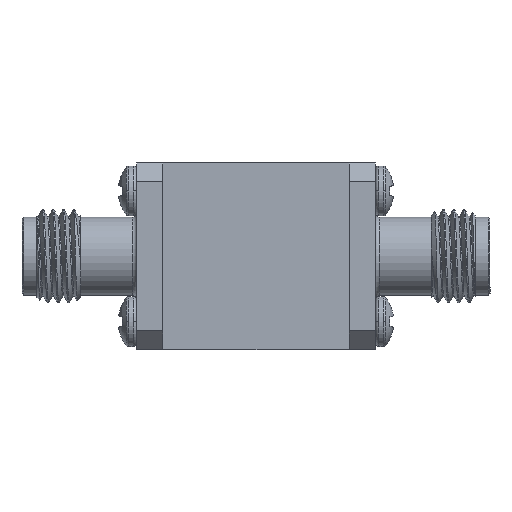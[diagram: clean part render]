
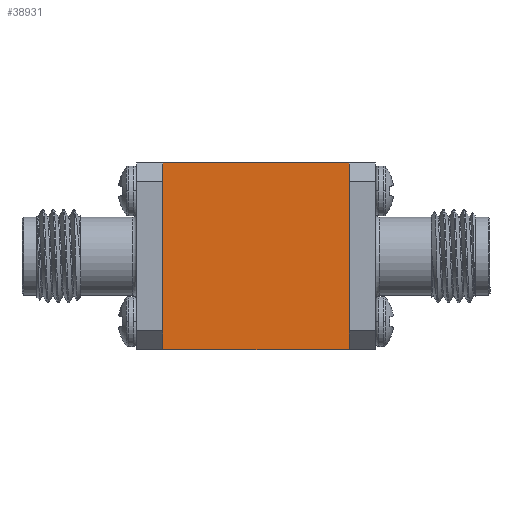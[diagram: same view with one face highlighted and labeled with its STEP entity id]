
A CAD part, front view. The second image highlights one B-rep face of the part: STEP entity #38931.
In plain terms, the highlighted planar face has unit normal (0, -1, 0).
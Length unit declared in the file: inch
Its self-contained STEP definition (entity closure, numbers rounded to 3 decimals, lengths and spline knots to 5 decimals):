
#516 = ORIENTED_EDGE ( 'NONE', *, *, #35238, .T. ) ;
#585 = DIRECTION ( 'NONE',  ( 1., 0., 0. ) ) ;
#1731 = CARTESIAN_POINT ( 'NONE',  ( -0.25, -0.25, 0.2 ) ) ;
#2307 = LINE ( 'NONE', #50980, #20908 ) ;
#3740 = DIRECTION ( 'NONE',  ( 1., 0., 0. ) ) ;
#8210 = VECTOR ( 'NONE', #61025, 39.37008 ) ;
#9896 = CARTESIAN_POINT ( 'NONE',  ( -0.25, -0.25, -0.25 ) ) ;
#10837 = VERTEX_POINT ( 'NONE', #17675 ) ;
#11125 = CARTESIAN_POINT ( 'NONE',  ( -0.25, -0.25, -0.25 ) ) ;
#13183 = VERTEX_POINT ( 'NONE', #36865 ) ;
#13648 = CARTESIAN_POINT ( 'NONE',  ( -0.25, -0.25, 0.25 ) ) ;
#14326 = DIRECTION ( 'NONE',  ( 0., 0., -1. ) ) ;
#14531 = CARTESIAN_POINT ( 'NONE',  ( -0.32, -0.25, -0.25 ) ) ;
#15745 = PLANE ( 'NONE',  #37981 ) ;
#15999 = VECTOR ( 'NONE', #17991, 39.37008 ) ;
#17292 = EDGE_CURVE ( 'NONE', #58017, #13183, #2307, .T. ) ;
#17675 = CARTESIAN_POINT ( 'NONE',  ( 0.25, -0.25, -0.25 ) ) ;
#17918 = ORIENTED_EDGE ( 'NONE', *, *, #20615, .T. ) ;
#17991 = DIRECTION ( 'NONE',  ( 0., 0., -1. ) ) ;
#18422 = DIRECTION ( 'NONE',  ( 0., 0., -1. ) ) ;
#18598 = LINE ( 'NONE', #13648, #15999 ) ;
#19049 = VECTOR ( 'NONE', #24201, 39.37008 ) ;
#19542 = LINE ( 'NONE', #23266, #19049 ) ;
#20615 = EDGE_CURVE ( 'NONE', #45435, #10837, #52379, .T. ) ;
#20700 = DIRECTION ( 'NONE',  ( 1., 0., 0. ) ) ;
#20908 = VECTOR ( 'NONE', #18422, 39.37008 ) ;
#23266 = CARTESIAN_POINT ( 'NONE',  ( -0.25, -0.25, -0.25 ) ) ;
#23386 = ORIENTED_EDGE ( 'NONE', *, *, #55880, .T. ) ;
#23592 = CARTESIAN_POINT ( 'NONE',  ( -0.25, -0.25, 0.25 ) ) ;
#24201 = DIRECTION ( 'NONE',  ( 0., 0., -1. ) ) ;
#26350 = CARTESIAN_POINT ( 'NONE',  ( 0.25, -0.25, -0.25 ) ) ;
#26638 = LINE ( 'NONE', #26350, #27053 ) ;
#27053 = VECTOR ( 'NONE', #45536, 39.37008 ) ;
#27152 = ORIENTED_EDGE ( 'NONE', *, *, #17292, .F. ) ;
#28182 = CARTESIAN_POINT ( 'NONE',  ( 0.25, -0.25, 0.25 ) ) ;
#29437 = FACE_OUTER_BOUND ( 'NONE', #50242, .T. ) ;
#31229 = VECTOR ( 'NONE', #14326, 39.37008 ) ;
#31992 = VERTEX_POINT ( 'NONE', #58657 ) ;
#32325 = LINE ( 'NONE', #51482, #32930 ) ;
#32925 = ORIENTED_EDGE ( 'NONE', *, *, #56706, .T. ) ;
#32930 = VECTOR ( 'NONE', #3740, 39.37008 ) ;
#35238 = EDGE_CURVE ( 'NONE', #31992, #13183, #26638, .T. ) ;
#35468 = EDGE_CURVE ( 'NONE', #31992, #10837, #37758, .T. ) ;
#36865 = CARTESIAN_POINT ( 'NONE',  ( 0.25, -0.25, 0.2 ) ) ;
#37758 = LINE ( 'NONE', #28182, #8210 ) ;
#37981 = AXIS2_PLACEMENT_3D ( 'NONE', #14531, #57940, #20700 ) ;
#38628 = ORIENTED_EDGE ( 'NONE', *, *, #59422, .F. ) ;
#38931 = ADVANCED_FACE ( 'NONE', ( #29437 ), #15745, .F. ) ;
#39040 = VECTOR ( 'NONE', #585, 39.37008 ) ;
#39161 = CARTESIAN_POINT ( 'NONE',  ( 0.25, -0.25, 0.25 ) ) ;
#42026 = ORIENTED_EDGE ( 'NONE', *, *, #49202, .T. ) ;
#45435 = VERTEX_POINT ( 'NONE', #11125 ) ;
#45536 = DIRECTION ( 'NONE',  ( 0., 0., 1. ) ) ;
#46248 = VERTEX_POINT ( 'NONE', #51225 ) ;
#46542 = LINE ( 'NONE', #23592, #31229 ) ;
#49202 = EDGE_CURVE ( 'NONE', #46248, #45435, #46542, .T. ) ;
#50242 = EDGE_LOOP ( 'NONE', ( #23386, #32925, #42026, #17918, #51523, #516, #27152, #38628 ) ) ;
#50980 = CARTESIAN_POINT ( 'NONE',  ( 0.25, -0.25, 0.25 ) ) ;
#51225 = CARTESIAN_POINT ( 'NONE',  ( -0.25, -0.25, -0.2 ) ) ;
#51482 = CARTESIAN_POINT ( 'NONE',  ( -0.25, -0.25, 0.25 ) ) ;
#51523 = ORIENTED_EDGE ( 'NONE', *, *, #35468, .F. ) ;
#52097 = VERTEX_POINT ( 'NONE', #58720 ) ;
#52379 = LINE ( 'NONE', #9896, #39040 ) ;
#55880 = EDGE_CURVE ( 'NONE', #52097, #58809, #18598, .T. ) ;
#56706 = EDGE_CURVE ( 'NONE', #58809, #46248, #19542, .T. ) ;
#57940 = DIRECTION ( 'NONE',  ( 0., 1., 0. ) ) ;
#58017 = VERTEX_POINT ( 'NONE', #39161 ) ;
#58657 = CARTESIAN_POINT ( 'NONE',  ( 0.25, -0.25, -0.2 ) ) ;
#58720 = CARTESIAN_POINT ( 'NONE',  ( -0.25, -0.25, 0.25 ) ) ;
#58809 = VERTEX_POINT ( 'NONE', #1731 ) ;
#59422 = EDGE_CURVE ( 'NONE', #52097, #58017, #32325, .T. ) ;
#61025 = DIRECTION ( 'NONE',  ( 0., 0., -1. ) ) ;
